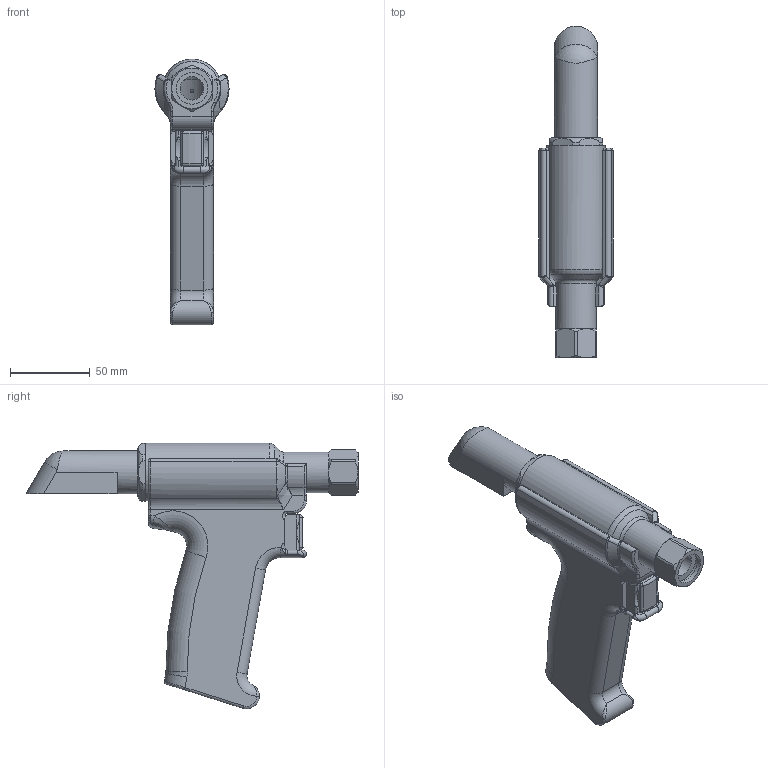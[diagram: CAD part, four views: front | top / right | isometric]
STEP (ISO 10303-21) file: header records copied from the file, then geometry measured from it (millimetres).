
FILE_DESCRIPTION(/* description */ (''),/* implementation_level */ '2;1');
FILE_NAME(/* name */ '2480.stp',/* time_stamp */ '2009-11-13T14:11:21-05:00',/* author */ (''),/* organization */ (''),/* preprocessor_version */ 'ST-DEVELOPER v11',/* originating_system */ 'SIEMENS UGS NX 6.0',/* authorisation */ '');
FILE_SCHEMA (('CONFIG_CONTROL_DESIGN'));
Length unit declared in the file: inch
Products named in the file (1): 2480_CLR_stp
Bounding box: 46.4 x 207.87 x 166.3 mm (x, y, z)
Volume: 317468.5 mm3; surface area: 69761.3 mm2
Topology: 1 solids, 1 shells, 316 faces, 809 edges, 478 vertices
Faces by surface type: cylinder 110, bspline 69, plane 68, torus 45, cone 17, sphere 6, extrusion 1
Full cylindrical faces by diameter (mm): 2.388 x1, 12.586 x1, 14.681 x1, 15.875 x1, 16.446 x1, 19.875 x1, 22.669 x1, 25.4 x1, 25.781 x1, 26.924 x1, 36.512 x1
Entity records: 11508 total; most frequent: CARTESIAN_POINT 4551, ORIENTED_EDGE 1512, DIRECTION 1336, EDGE_CURVE 756, AXIS2_PLACEMENT_3D 550, VERTEX_POINT 466, EDGE_LOOP 346, ADVANCED_FACE 315
